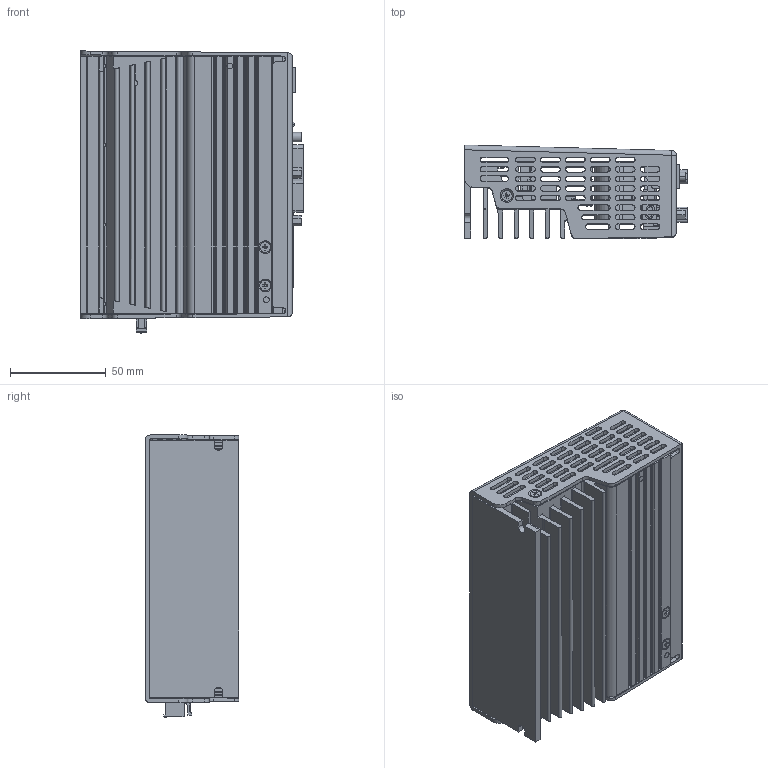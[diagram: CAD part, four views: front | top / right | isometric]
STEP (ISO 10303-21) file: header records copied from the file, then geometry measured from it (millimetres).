
FILE_DESCRIPTION (( 'STEP AP214' ), '1' );
FILE_NAME ('STEAC5.STEP', '2015-05-11T05:13:39', ( '' ), ( '' ), 'SwSTEP 2.0', 'SolidWorks 2014', '' );
FILE_SCHEMA (( 'AUTOMOTIVE_DESIGN' ));
Length unit declared in the file: millimetre
Products named in the file (1): STEAC5
Bounding box: 116.21 x 48.8 x 147.19 mm (x, y, z)
Surface area: 176180.3 mm2 (no closed solid volume)
Topology: 0 solids, 68 shells, 1241 faces, 4515 edges, 3259 vertices
Faces by surface type: plane 713, cylinder 470, cone 23, torus 18, bspline 15, sphere 2
Entity records: 62460 total; most frequent: CARTESIAN_POINT 12171, ORIENTED_EDGE 7580, DIRECTION 6840, EDGE_CURVE 4503, VERTEX_POINT 3259, VECTOR 3132, LINE 3132, AXIS2_PLACEMENT_3D 1854
